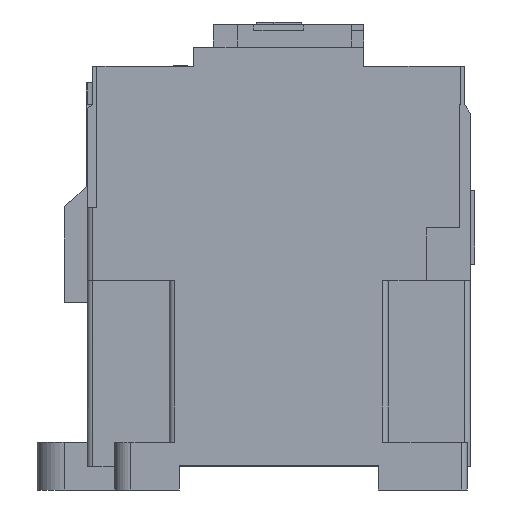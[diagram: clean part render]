
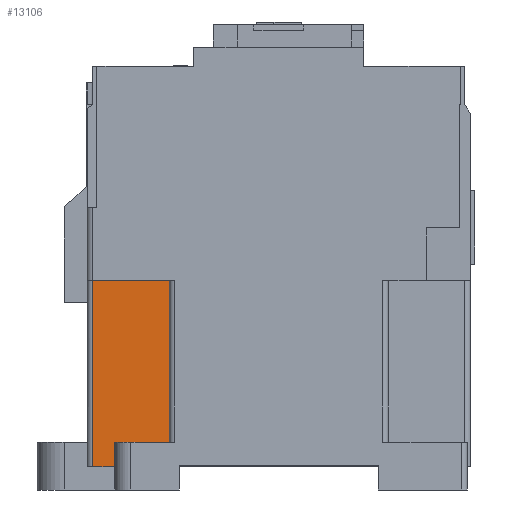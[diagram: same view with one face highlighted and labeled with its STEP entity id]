
A CAD part, left-side view. The second image highlights one B-rep face of the part: STEP entity #13106.
In plain terms, the highlighted planar face has unit normal (-1, 0, 0).
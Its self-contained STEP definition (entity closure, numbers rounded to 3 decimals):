
#9766 = VERTEX_POINT ( 'NONE', #37654 ) ;
#9768 = VERTEX_POINT ( 'NONE', #37643 ) ;
#9815 = EDGE_CURVE ( 'NONE', #9766, #9768, #37641, .T. ) ;
#11400 = EDGE_CURVE ( 'NONE', #11484, #11401, #29225, .T. ) ;
#11401 = VERTEX_POINT ( 'NONE', #29232 ) ;
#11483 = EDGE_CURVE ( 'NONE', #11484, #11485, #29511, .T. ) ;
#11484 = VERTEX_POINT ( 'NONE', #29496 ) ;
#11485 = VERTEX_POINT ( 'NONE', #29495 ) ;
#13106 = ADVANCED_FACE ( 'NONE', ( #34390 ), #34443, .T. ) ;
#13107 = EDGE_LOOP ( 'NONE', ( #13108, #13109, #13110, #13111, #13149, #13150 ) ) ;
#13108 = ORIENTED_EDGE ( 'NONE', *, *, #11400, .F. ) ;
#13109 = ORIENTED_EDGE ( 'NONE', *, *, #11483, .T. ) ;
#13110 = ORIENTED_EDGE ( 'NONE', *, *, #13378, .F. ) ;
#13111 = ORIENTED_EDGE ( 'NONE', *, *, #13112, .F. ) ;
#13112 = EDGE_CURVE ( 'NONE', #9768, #13376, #34373, .T. ) ;
#13149 = ORIENTED_EDGE ( 'NONE', *, *, #9815, .F. ) ;
#13150 = ORIENTED_EDGE ( 'NONE', *, *, #13365, .T. ) ;
#13365 = EDGE_CURVE ( 'NONE', #9766, #11401, #32313, .T. ) ;
#13376 = VERTEX_POINT ( 'NONE', #32291 ) ;
#13378 = EDGE_CURVE ( 'NONE', #13376, #11485, #32289, .T. ) ;
#29225 = LINE ( 'NONE', #29235, #29234 ) ;
#29232 = CARTESIAN_POINT ( 'NONE',  ( -13., 30., 4.25 ) ) ;
#29233 = DIRECTION ( 'NONE',  ( 0., 0., -1. ) ) ;
#29234 = VECTOR ( 'NONE', #29233, 1000. ) ;
#29235 = CARTESIAN_POINT ( 'NONE',  ( -13., 30., 8.75 ) ) ;
#29495 = CARTESIAN_POINT ( 'NONE',  ( -13., 20., 8.75 ) ) ;
#29496 = CARTESIAN_POINT ( 'NONE',  ( -13., 30., 8.75 ) ) ;
#29508 = DIRECTION ( 'NONE',  ( 0., -1., 0. ) ) ;
#29509 = VECTOR ( 'NONE', #29508, 1000. ) ;
#29510 = CARTESIAN_POINT ( 'NONE',  ( -13., 39.15, 8.75 ) ) ;
#29511 = LINE ( 'NONE', #29510, #29509 ) ;
#32286 = DIRECTION ( 'NONE',  ( 0., 0., -1. ) ) ;
#32287 = VECTOR ( 'NONE', #32286, 1000. ) ;
#32288 = CARTESIAN_POINT ( 'NONE',  ( -13., 20., 38.25 ) ) ;
#32289 = LINE ( 'NONE', #32288, #32287 ) ;
#32291 = CARTESIAN_POINT ( 'NONE',  ( -13., 20., 38.25 ) ) ;
#32310 = DIRECTION ( 'NONE',  ( 0., -1., 0. ) ) ;
#32311 = VECTOR ( 'NONE', #32310, 1000. ) ;
#32312 = CARTESIAN_POINT ( 'NONE',  ( -13., -34., 4.25 ) ) ;
#32313 = LINE ( 'NONE', #32312, #32311 ) ;
#34366 = DIRECTION ( 'NONE',  ( 0., -1., 0. ) ) ;
#34371 = VECTOR ( 'NONE', #34366, 1000. ) ;
#34372 = CARTESIAN_POINT ( 'NONE',  ( -13., -34., 38.25 ) ) ;
#34373 = LINE ( 'NONE', #34372, #34371 ) ;
#34375 = DIRECTION ( 'NONE',  ( 0., 0., 1. ) ) ;
#34390 = FACE_OUTER_BOUND ( 'NONE', #13107, .T. ) ;
#34442 = AXIS2_PLACEMENT_3D ( 'NONE', #34493, #34492, #34375 ) ;
#34443 = PLANE ( 'NONE',  #34442 ) ;
#34492 = DIRECTION ( 'NONE',  ( -1., 0., 0. ) ) ;
#34493 = CARTESIAN_POINT ( 'NONE',  ( -13., -34., 4.25 ) ) ;
#37638 = DIRECTION ( 'NONE',  ( 0., 0., 1. ) ) ;
#37639 = VECTOR ( 'NONE', #37638, 1000. ) ;
#37640 = CARTESIAN_POINT ( 'NONE',  ( -13., 34., 4.25 ) ) ;
#37641 = LINE ( 'NONE', #37640, #37639 ) ;
#37643 = CARTESIAN_POINT ( 'NONE',  ( -13., 34., 38.25 ) ) ;
#37654 = CARTESIAN_POINT ( 'NONE',  ( -13., 34., 4.25 ) ) ;
